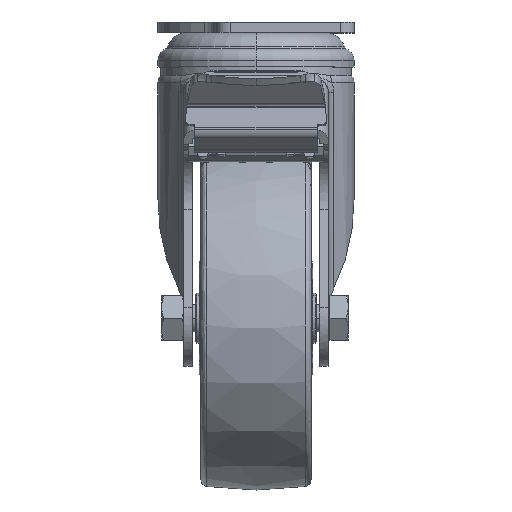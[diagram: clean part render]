
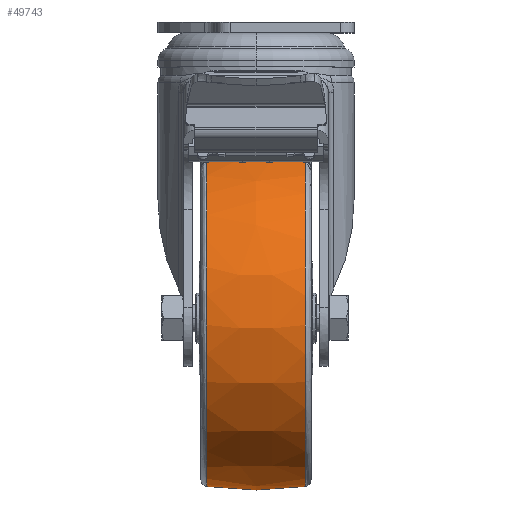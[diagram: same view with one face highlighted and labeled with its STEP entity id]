
A CAD part, top view. The second image highlights one B-rep face of the part: STEP entity #49743.
In plain terms, the highlighted free-form (B-spline) face has degree [3, 3] with [4, 4] control points.
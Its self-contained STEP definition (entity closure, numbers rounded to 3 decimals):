
#2038 = CARTESIAN_POINT ( 'NONE',  ( -4.795, 100.688, 50.344 ) ) ;
#3065 = DIRECTION ( 'NONE',  ( 1., 0., 0. ) ) ;
#6450 = EDGE_LOOP ( 'NONE', ( #30900, #16947, #59497, #71967 ) ) ;
#7781 = CARTESIAN_POINT ( 'NONE',  ( 14.286, 0., 0. ) ) ;
#8242 = CARTESIAN_POINT ( 'NONE',  ( -4.795, 0., -50.344 ) ) ;
#13959 = DIRECTION ( 'NONE',  ( 0., 0., 1. ) ) ;
#14019 = DIRECTION ( 'NONE',  ( 0., 1., 0. ) ) ;
#14409 = VERTEX_POINT ( 'NONE', #38945 ) ;
#14414 = CARTESIAN_POINT ( 'NONE',  ( 4.795, 100.688, 50.344 ) ) ;
#16947 = ORIENTED_EDGE ( 'NONE', *, *, #70556, .T. ) ;
#20582 = CARTESIAN_POINT ( 'NONE',  ( 4.795, 0., -50.344 ) ) ;
#21962 = VERTEX_POINT ( 'NONE', #49643 ) ;
#26558 = AXIS2_PLACEMENT_3D ( 'NONE', #39675, #3065, #45789 ) ;
#26630 = CARTESIAN_POINT ( 'NONE',  ( 14.286, 97.949, 48.974 ) ) ;
#26660 = CIRCLE ( 'NONE', #50353, 100. ) ;
#29117 = CARTESIAN_POINT ( 'NONE',  ( 14.286, 0., 48.974 ) ) ;
#29223 = CIRCLE ( 'NONE', #26558, 48.974 ) ;
#30361 = CARTESIAN_POINT ( 'NONE',  ( 0., 0., 50. ) ) ;
#30900 = ORIENTED_EDGE ( 'NONE', *, *, #55827, .F. ) ;
#32513 = CARTESIAN_POINT ( 'NONE',  ( -14.286, 97.949, -48.974 ) ) ;
#32774 = CARTESIAN_POINT ( 'NONE',  ( 14.286, 0., -48.974 ) ) ;
#34127 = AXIS2_PLACEMENT_3D ( 'NONE', #7781, #50433, #13959 ) ;
#36516 = DIRECTION ( 'NONE',  ( 0., 0., -1. ) ) ;
#38424 = CARTESIAN_POINT ( 'NONE',  ( -14.286, 0., 48.974 ) ) ;
#38685 = CARTESIAN_POINT ( 'NONE',  ( -4.795, 0., 50.344 ) ) ;
#38762 = EDGE_CURVE ( 'NONE', #55399, #50699, #26660, .T. ) ;
#38945 = CARTESIAN_POINT ( 'NONE',  ( 14.286, 0., -48.974 ) ) ;
#39675 = CARTESIAN_POINT ( 'NONE',  ( -14.286, 0., 0. ) ) ;
#44758 = CARTESIAN_POINT ( 'NONE',  ( -4.795, 100.688, -50.344 ) ) ;
#45789 = DIRECTION ( 'NONE',  ( 0., 0., 1. ) ) ;
#46852 = EDGE_CURVE ( 'NONE', #50699, #14409, #67574, .T. ) ;
#48961 = AXIS2_PLACEMENT_3D ( 'NONE', #30361, #72999, #36516 ) ;
#49643 = CARTESIAN_POINT ( 'NONE',  ( -14.286, 0., -48.974 ) ) ;
#49743 = ADVANCED_FACE ( 'NONE', ( #61863 ), #51493, .T. ) ;
#50353 = AXIS2_PLACEMENT_3D ( 'NONE', #50498, #14019, #56657 ) ;
#50433 = DIRECTION ( 'NONE',  ( -1., 0., 0. ) ) ;
#50498 = CARTESIAN_POINT ( 'NONE',  ( 0., 0., -50. ) ) ;
#50699 = VERTEX_POINT ( 'NONE', #29117 ) ;
#50903 = CARTESIAN_POINT ( 'NONE',  ( 4.795, 0., 50.344 ) ) ;
#51493 =( BOUNDED_SURFACE ( )  B_SPLINE_SURFACE ( 3, 3, ( 
 ( #38424, #69043, #32513, #75138 ),
 ( #38685, #2038, #44758, #8242 ),
 ( #50903, #14414, #57038, #20582 ),
 ( #63195, #26630, #69287, #32774 ) ),
 .UNSPECIFIED., .F., .F., .F. ) 
 B_SPLINE_SURFACE_WITH_KNOTS ( ( 4, 4 ),
 ( 4, 4 ),
 ( 0., 1. ),
 ( 0., 1. ),
 .UNSPECIFIED. ) 
 GEOMETRIC_REPRESENTATION_ITEM ( )  RATIONAL_B_SPLINE_SURFACE ( (
 ( 1., 0.333, 0.333, 1.),
 ( 0.993, 0.331, 0.331, 0.993),
 ( 0.993, 0.331, 0.331, 0.993),
 ( 1., 0.333, 0.333, 1.) ) ) 
 REPRESENTATION_ITEM ( '' )  SURFACE ( )  );
#55315 = CIRCLE ( 'NONE', #48961, 100. ) ;
#55399 = VERTEX_POINT ( 'NONE', #61393 ) ;
#55827 = EDGE_CURVE ( 'NONE', #21962, #14409, #55315, .T. ) ;
#56657 = DIRECTION ( 'NONE',  ( 0., 0., 1. ) ) ;
#57038 = CARTESIAN_POINT ( 'NONE',  ( 4.795, 100.688, -50.344 ) ) ;
#59497 = ORIENTED_EDGE ( 'NONE', *, *, #38762, .T. ) ;
#61393 = CARTESIAN_POINT ( 'NONE',  ( -14.286, 0., 48.974 ) ) ;
#61863 = FACE_OUTER_BOUND ( 'NONE', #6450, .T. ) ;
#63195 = CARTESIAN_POINT ( 'NONE',  ( 14.286, 0., 48.974 ) ) ;
#67574 = CIRCLE ( 'NONE', #34127, 48.974 ) ;
#69043 = CARTESIAN_POINT ( 'NONE',  ( -14.286, 97.949, 48.974 ) ) ;
#69287 = CARTESIAN_POINT ( 'NONE',  ( 14.286, 97.949, -48.974 ) ) ;
#70556 = EDGE_CURVE ( 'NONE', #21962, #55399, #29223, .T. ) ;
#71967 = ORIENTED_EDGE ( 'NONE', *, *, #46852, .T. ) ;
#72999 = DIRECTION ( 'NONE',  ( 0., -1., 0. ) ) ;
#75138 = CARTESIAN_POINT ( 'NONE',  ( -14.286, 0., -48.974 ) ) ;
